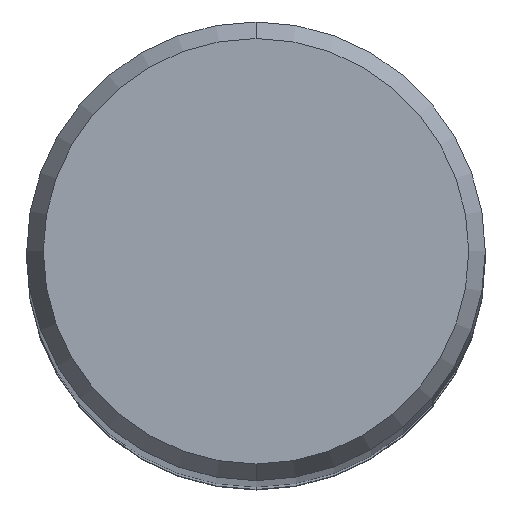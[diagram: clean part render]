
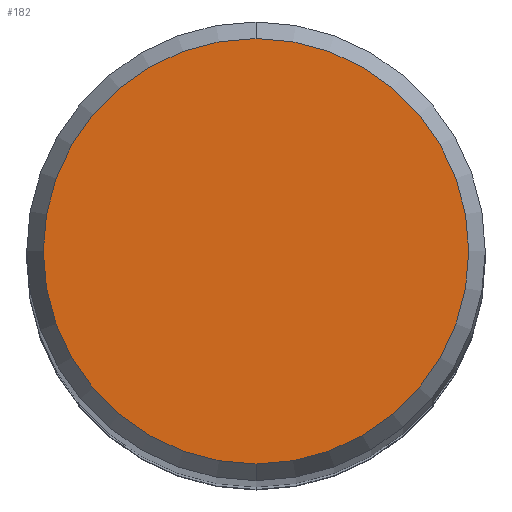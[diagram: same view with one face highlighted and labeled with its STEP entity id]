
A CAD part, top view. The second image highlights one B-rep face of the part: STEP entity #182.
In plain terms, the highlighted planar face has unit normal (0, 0, 1).
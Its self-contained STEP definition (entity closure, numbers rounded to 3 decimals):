
#134=EDGE_CURVE('',#238,#216,#311,.T.);
#182=ADVANCED_FACE('',(#364),#365,.T.);
#186=EDGE_CURVE('',#216,#238,#369,.T.);
#216=VERTEX_POINT('',#402);
#238=VERTEX_POINT('',#428);
#311=CIRCLE('',#508,2.946);
#364=FACE_OUTER_BOUND('',#578,.T.);
#365=PLANE('',#579);
#369=CIRCLE('',#584,2.946);
#402=CARTESIAN_POINT('',(0.0,2.946,0.01));
#428=CARTESIAN_POINT('',(0.,-2.946,0.01));
#508=AXIS2_PLACEMENT_3D('',#731,#732,#733);
#578=EDGE_LOOP('',(#786,#787));
#579=AXIS2_PLACEMENT_3D('',#788,#789,#790);
#584=AXIS2_PLACEMENT_3D('',#791,#792,#793);
#731=CARTESIAN_POINT('',(0.0,0.0,0.01));
#732=DIRECTION('',(0.0,0.0,-1.0));
#733=DIRECTION('',(0.0,1.0,0.0));
#786=ORIENTED_EDGE('',*,*,#186,.F.);
#787=ORIENTED_EDGE('',*,*,#134,.F.);
#788=CARTESIAN_POINT('',(0.0,1.473,0.01));
#789=DIRECTION('',(-0.0,0.0,1.0));
#790=DIRECTION('',(0.0,-1.0,0.0));
#791=CARTESIAN_POINT('',(0.0,0.0,0.01));
#792=DIRECTION('',(0.0,0.0,-1.0));
#793=DIRECTION('',(0.0,1.0,0.0));
